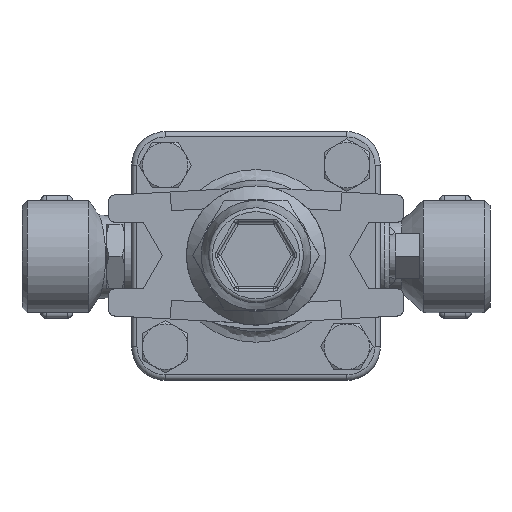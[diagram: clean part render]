
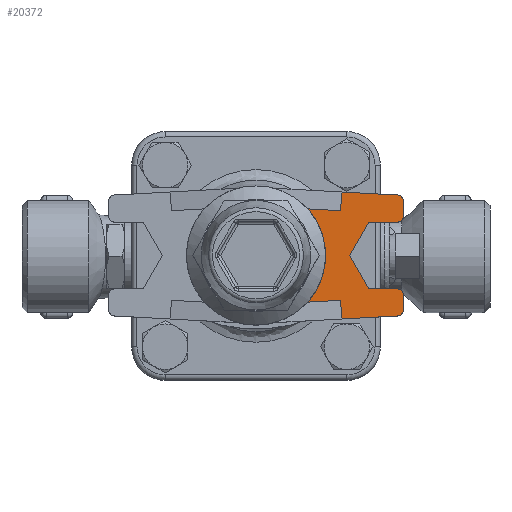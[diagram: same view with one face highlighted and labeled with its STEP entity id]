
A CAD part, top view. The second image highlights one B-rep face of the part: STEP entity #20372.
In plain terms, the highlighted planar face has unit normal (0, 0, 1).
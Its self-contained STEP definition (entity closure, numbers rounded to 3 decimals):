
#19432=CARTESIAN_POINT('',(19.285,-17.438,301.5));
#19433=VERTEX_POINT('',#19432);
#19440=CARTESIAN_POINT('',(19.285,17.438,301.5));
#19441=VERTEX_POINT('',#19440);
#19442=CARTESIAN_POINT('',(0.,0.0,301.5));
#19443=DIRECTION('',(0.0,0.0,1.0));
#19444=DIRECTION('',(-1.0,0.0,0.0));
#19445=AXIS2_PLACEMENT_3D('',#19442,#19443,#19444);
#19446=CIRCLE('',#19445,26.0);
#19447=EDGE_CURVE('',#19433,#19441,#19446,.T.);
#20015=CARTESIAN_POINT('',(42.794,12.5,301.5));
#20016=VERTEX_POINT('',#20015);
#20023=CARTESIAN_POINT('',(41.928,12.,301.5));
#20024=VERTEX_POINT('',#20023);
#20025=CARTESIAN_POINT('',(42.794,11.5,301.5));
#20026=DIRECTION('',(0.0,0.0,1.));
#20027=DIRECTION('',(-0.5,0.866,0.0));
#20028=AXIS2_PLACEMENT_3D('',#20025,#20026,#20027);
#20029=CIRCLE('',#20028,1.0);
#20030=EDGE_CURVE('',#20016,#20024,#20029,.T.);
#20048=CARTESIAN_POINT('',(53.,12.5,301.5));
#20049=VERTEX_POINT('',#20048);
#20056=CARTESIAN_POINT('',(53.,12.5,301.5));
#20057=DIRECTION('',(-1.0,0.0,0.0));
#20058=VECTOR('',#20057,10.206);
#20059=LINE('',#20056,#20058);
#20060=EDGE_CURVE('',#20049,#20016,#20059,.T.);
#20071=CARTESIAN_POINT('',(41.928,-12.,301.5));
#20072=VERTEX_POINT('',#20071);
#20079=CARTESIAN_POINT('',(42.794,-12.5,301.5));
#20080=VERTEX_POINT('',#20079);
#20081=CARTESIAN_POINT('',(42.794,-11.5,301.5));
#20082=DIRECTION('',(0.0,0.0,1.0));
#20083=DIRECTION('',(-0.5,-0.866,0.0));
#20084=AXIS2_PLACEMENT_3D('',#20081,#20082,#20083);
#20085=CIRCLE('',#20084,1.0);
#20086=EDGE_CURVE('',#20072,#20080,#20085,.T.);
#20104=CARTESIAN_POINT('',(35.,0.,301.5));
#20105=VERTEX_POINT('',#20104);
#20112=CARTESIAN_POINT('',(41.928,-12.,301.5));
#20113=DIRECTION('',(-0.5,0.866,0.));
#20114=VECTOR('',#20113,13.856);
#20115=LINE('',#20112,#20114);
#20116=EDGE_CURVE('',#20072,#20105,#20115,.T.);
#20238=CARTESIAN_POINT('',(55.,14.5,301.5));
#20239=VERTEX_POINT('',#20238);
#20240=CARTESIAN_POINT('',(53.,14.5,301.5));
#20241=DIRECTION('',(0.0,0.0,-1.0));
#20242=DIRECTION('',(0.707,-0.707,0.0));
#20243=AXIS2_PLACEMENT_3D('',#20240,#20241,#20242);
#20244=CIRCLE('',#20243,2.);
#20245=EDGE_CURVE('',#20239,#20049,#20244,.T.);
#20258=CARTESIAN_POINT('',(25.235,13.561,301.5));
#20259=DIRECTION('',(0.0,0.0,1.0));
#20260=DIRECTION('',(1.0,0.0,0.0));
#20261=AXIS2_PLACEMENT_3D('',#20258,#20259,#20260);
#20262=PLANE('',#20261);
#20263=ORIENTED_EDGE('',*,*,#20245,.F.);
#20264=CARTESIAN_POINT('',(55.,20.606,301.5));
#20265=VERTEX_POINT('',#20264);
#20266=CARTESIAN_POINT('',(55.,20.606,301.5));
#20267=DIRECTION('',(0.0,-1.0,0.0));
#20268=VECTOR('',#20267,6.106);
#20269=LINE('',#20266,#20268);
#20270=EDGE_CURVE('',#20265,#20239,#20269,.T.);
#20271=ORIENTED_EDGE('',*,*,#20270,.F.);
#20272=CARTESIAN_POINT('',(53.109,22.603,301.5));
#20273=VERTEX_POINT('',#20272);
#20274=CARTESIAN_POINT('',(53.,20.606,301.5));
#20275=DIRECTION('',(0.0,0.0,-1.));
#20276=DIRECTION('',(0.726,0.688,0.0));
#20277=AXIS2_PLACEMENT_3D('',#20274,#20275,#20276);
#20278=CIRCLE('',#20277,2.0);
#20279=EDGE_CURVE('',#20273,#20265,#20278,.T.);
#20280=ORIENTED_EDGE('',*,*,#20279,.F.);
#20281=CARTESIAN_POINT('',(32.034,23.753,301.5));
#20282=VERTEX_POINT('',#20281);
#20283=CARTESIAN_POINT('',(32.034,23.753,301.5));
#20284=DIRECTION('',(0.999,-0.054,0.0));
#20285=VECTOR('',#20284,21.106);
#20286=LINE('',#20283,#20285);
#20287=EDGE_CURVE('',#20282,#20273,#20286,.T.);
#20288=ORIENTED_EDGE('',*,*,#20287,.F.);
#20289=CARTESIAN_POINT('',(31.653,16.763,301.5));
#20290=VERTEX_POINT('',#20289);
#20291=CARTESIAN_POINT('',(32.034,23.753,301.5));
#20292=DIRECTION('',(-0.054,-0.999,0.0));
#20293=VECTOR('',#20292,7.);
#20294=LINE('',#20291,#20293);
#20295=EDGE_CURVE('',#20282,#20290,#20294,.T.);
#20296=ORIENTED_EDGE('',*,*,#20295,.T.);
#20297=CARTESIAN_POINT('',(31.653,16.763,301.5));
#20298=DIRECTION('',(-0.999,0.054,0.0));
#20299=VECTOR('',#20298,12.386);
#20300=LINE('',#20297,#20299);
#20301=EDGE_CURVE('',#20290,#19441,#20300,.T.);
#20302=ORIENTED_EDGE('',*,*,#20301,.T.);
#20303=ORIENTED_EDGE('',*,*,#19447,.F.);
#20304=CARTESIAN_POINT('',(31.653,-16.763,301.5));
#20305=VERTEX_POINT('',#20304);
#20306=CARTESIAN_POINT('',(19.285,-17.438,301.5));
#20307=DIRECTION('',(0.999,0.054,0.0));
#20308=VECTOR('',#20307,12.386);
#20309=LINE('',#20306,#20308);
#20310=EDGE_CURVE('',#19433,#20305,#20309,.T.);
#20311=ORIENTED_EDGE('',*,*,#20310,.T.);
#20312=CARTESIAN_POINT('',(32.034,-23.753,301.5));
#20313=VERTEX_POINT('',#20312);
#20314=CARTESIAN_POINT('',(31.653,-16.763,301.5));
#20315=DIRECTION('',(0.054,-0.999,0.0));
#20316=VECTOR('',#20315,7.);
#20317=LINE('',#20314,#20316);
#20318=EDGE_CURVE('',#20305,#20313,#20317,.T.);
#20319=ORIENTED_EDGE('',*,*,#20318,.T.);
#20320=CARTESIAN_POINT('',(53.109,-22.603,301.5));
#20321=VERTEX_POINT('',#20320);
#20322=CARTESIAN_POINT('',(32.034,-23.753,301.5));
#20323=DIRECTION('',(0.999,0.054,0.0));
#20324=VECTOR('',#20323,21.106);
#20325=LINE('',#20322,#20324);
#20326=EDGE_CURVE('',#20313,#20321,#20325,.T.);
#20327=ORIENTED_EDGE('',*,*,#20326,.T.);
#20328=CARTESIAN_POINT('',(55.,-20.606,301.5));
#20329=VERTEX_POINT('',#20328);
#20330=CARTESIAN_POINT('',(53.,-20.606,301.5));
#20331=DIRECTION('',(0.0,0.0,-1.));
#20332=DIRECTION('',(0.726,-0.688,0.0));
#20333=AXIS2_PLACEMENT_3D('',#20330,#20331,#20332);
#20334=CIRCLE('',#20333,2.0);
#20335=EDGE_CURVE('',#20329,#20321,#20334,.T.);
#20336=ORIENTED_EDGE('',*,*,#20335,.F.);
#20337=CARTESIAN_POINT('',(55.,-14.5,301.5));
#20338=VERTEX_POINT('',#20337);
#20339=CARTESIAN_POINT('',(55.,-20.606,301.5));
#20340=DIRECTION('',(0.0,1.0,0.0));
#20341=VECTOR('',#20340,6.106);
#20342=LINE('',#20339,#20341);
#20343=EDGE_CURVE('',#20329,#20338,#20342,.T.);
#20344=ORIENTED_EDGE('',*,*,#20343,.T.);
#20345=CARTESIAN_POINT('',(53.,-12.5,301.5));
#20346=VERTEX_POINT('',#20345);
#20347=CARTESIAN_POINT('',(53.,-14.5,301.5));
#20348=DIRECTION('',(0.0,0.0,-1.0));
#20349=DIRECTION('',(0.707,0.707,0.0));
#20350=AXIS2_PLACEMENT_3D('',#20347,#20348,#20349);
#20351=CIRCLE('',#20350,2.);
#20352=EDGE_CURVE('',#20346,#20338,#20351,.T.);
#20353=ORIENTED_EDGE('',*,*,#20352,.F.);
#20354=CARTESIAN_POINT('',(53.,-12.5,301.5));
#20355=DIRECTION('',(-1.0,0.0,0.0));
#20356=VECTOR('',#20355,10.206);
#20357=LINE('',#20354,#20356);
#20358=EDGE_CURVE('',#20346,#20080,#20357,.T.);
#20359=ORIENTED_EDGE('',*,*,#20358,.T.);
#20360=ORIENTED_EDGE('',*,*,#20086,.F.);
#20361=ORIENTED_EDGE('',*,*,#20116,.T.);
#20362=CARTESIAN_POINT('',(41.928,12.,301.5));
#20363=DIRECTION('',(-0.5,-0.866,0.));
#20364=VECTOR('',#20363,13.856);
#20365=LINE('',#20362,#20364);
#20366=EDGE_CURVE('',#20024,#20105,#20365,.T.);
#20367=ORIENTED_EDGE('',*,*,#20366,.F.);
#20368=ORIENTED_EDGE('',*,*,#20030,.F.);
#20369=ORIENTED_EDGE('',*,*,#20060,.F.);
#20370=EDGE_LOOP('',(#20263,#20271,#20280,#20288,#20296,#20302,#20303,#20311,#20319,#20327,#20336,#20344,#20353,#20359,#20360,#20361,#20367,#20368,#20369));
#20371=FACE_OUTER_BOUND('',#20370,.T.);
#20372=ADVANCED_FACE('',(#20371),#20262,.T.);
